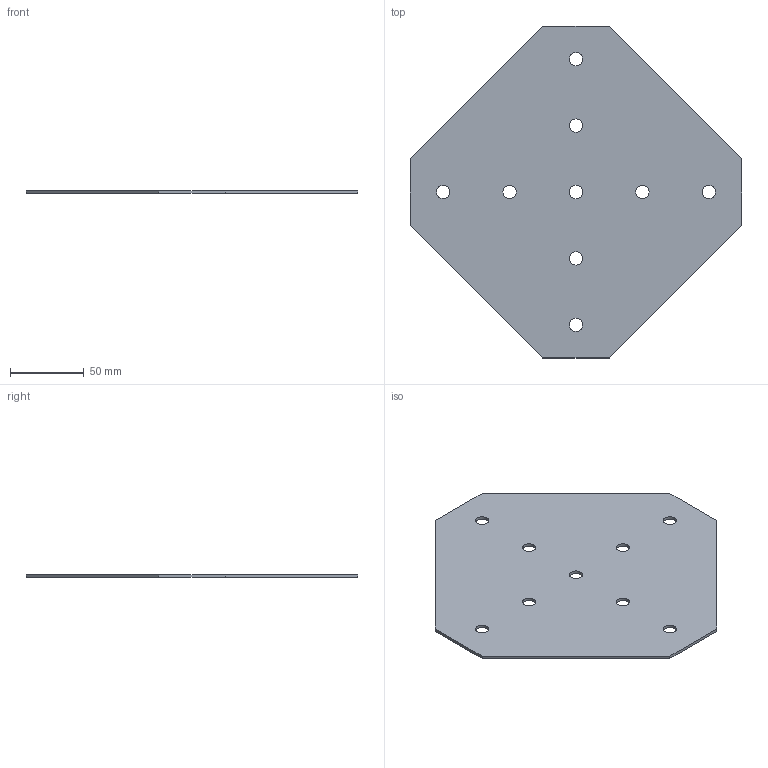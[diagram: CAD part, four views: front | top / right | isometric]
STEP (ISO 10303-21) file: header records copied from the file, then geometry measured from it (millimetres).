
FILE_DESCRIPTION (( 'STEP AP214' ), '1' );
FILE_NAME ('Õ-ïëàñòèíà 45 ñåðèÿ 5õ5 9îòâ 225õ225õ2 óñèë..STEP', '2022-03-01T10:44:16', ( 'user' ), ( '' ), 'SwSTEP 2.0', 'SolidWorks 2021', '' );
FILE_SCHEMA (( 'AUTOMOTIVE_DESIGN' ));
Length unit declared in the file: millimetre
Products named in the file (1): Õ-ïëàñòèíà 45 ñåðèÿ 5õ5 9îòâ 225õ225õ2 óñèë.
Bounding box: 225 x 225 x 2 mm (x, y, z)
Volume: 67704.9 mm3; surface area: 69592.1 mm2
Topology: 1 solids, 1 shells, 28 faces, 78 edges, 52 vertices
Faces by surface type: cylinder 18, plane 10
Entity records: 988 total; most frequent: DIRECTION 172, CARTESIAN_POINT 159, ORIENTED_EDGE 156, EDGE_CURVE 78, AXIS2_PLACEMENT_3D 65, VERTEX_POINT 52, EDGE_LOOP 46, LINE 42
